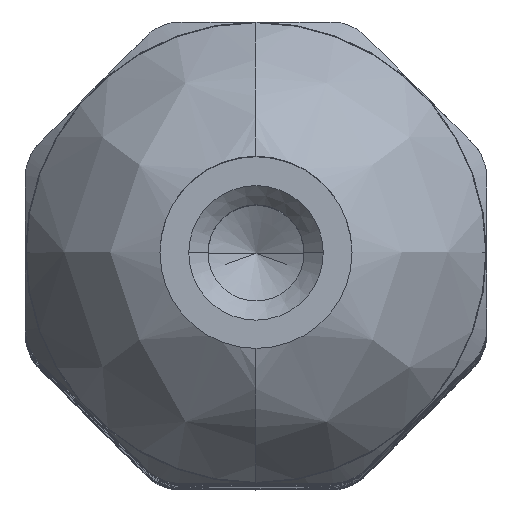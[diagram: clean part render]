
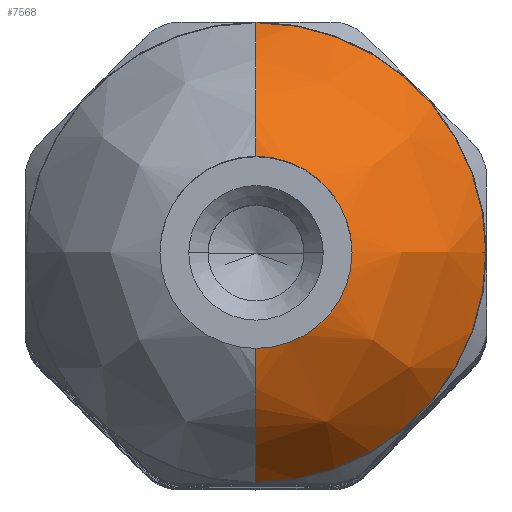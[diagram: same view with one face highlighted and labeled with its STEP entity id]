
A CAD part, top view. The second image highlights one B-rep face of the part: STEP entity #7568.
In plain terms, the highlighted free-form (B-spline) face has degree [3, 3] with [4, 4] control points.
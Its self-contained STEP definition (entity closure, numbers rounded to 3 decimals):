
#237 = ORIENTED_EDGE ( 'NONE', *, *, #12644, .F. ) ;
#274 = DIRECTION ( 'NONE',  ( 1., 0., 0. ) ) ;
#280 = CARTESIAN_POINT ( 'NONE',  ( 0., 2.5, 54.765 ) ) ;
#454 = ORIENTED_EDGE ( 'NONE', *, *, #9707, .T. ) ;
#801 = CARTESIAN_POINT ( 'NONE',  ( 0., -5.99, 51.3 ) ) ;
#1209 = CARTESIAN_POINT ( 'NONE',  ( 0., 5.074, 53.233 ) ) ;
#1240 = CARTESIAN_POINT ( 'NONE',  ( 2.5, 0., 54.765 ) ) ;
#1361 = CARTESIAN_POINT ( 'NONE',  ( 7.719, -3.859, 54.438 ) ) ;
#1727 = AXIS2_PLACEMENT_3D ( 'NONE', #10320, #4057, #11374 ) ;
#2279 = CARTESIAN_POINT ( 'NONE',  ( 0., 0., 51.3 ) ) ;
#2413 = CARTESIAN_POINT ( 'NONE',  ( 0., 3.859, 54.438 ) ) ;
#3233 = CIRCLE ( 'NONE', #9130, 5.99 ) ;
#3299 = DIRECTION ( 'NONE',  ( 1., 0., 0. ) ) ;
#3311 = EDGE_CURVE ( 'NONE', #12679, #11648, #4912, .T. ) ;
#3444 = CARTESIAN_POINT ( 'NONE',  ( 10.147, -5.074, 53.233 ) ) ;
#3680 = CARTESIAN_POINT ( 'NONE',  ( 0., 5.99, 51.3 ) ) ;
#4057 = DIRECTION ( 'NONE',  ( 0., 0., 1. ) ) ;
#4160 = ORIENTED_EDGE ( 'NONE', *, *, #5428, .F. ) ;
#4496 = CARTESIAN_POINT ( 'NONE',  ( 0., 5.074, 53.233 ) ) ;
#4574 = CIRCLE ( 'NONE', #5390, 2.5 ) ;
#4912 =( BOUNDED_CURVE ( )  B_SPLINE_CURVE ( 3, ( #13358, #5984, #7033, #801 ),
 .UNSPECIFIED., .F., .F. ) 
 B_SPLINE_CURVE_WITH_KNOTS ( ( 4, 4 ),
 ( 3.268, 3.98 ),
 .UNSPECIFIED. ) 
 CURVE ( )  GEOMETRIC_REPRESENTATION_ITEM ( )  RATIONAL_B_SPLINE_CURVE ( ( 1., 0.958, 0.958, 1. ) ) 
 REPRESENTATION_ITEM ( '' )  );
#5011 = VERTEX_POINT ( 'NONE', #5976 ) ;
#5055 = CARTESIAN_POINT ( 'NONE',  ( 0., 0., 51.3 ) ) ;
#5318 =( BOUNDED_SURFACE ( )  B_SPLINE_SURFACE ( 3, 3, ( 
 ( #9631, #12838, #6521, #280 ),
 ( #7573, #1361, #8634, #2413 ),
 ( #9673, #3444, #10770, #4496 ),
 ( #11815, #5543, #12897, #6574 ) ),
 .UNSPECIFIED., .F., .F., .F. ) 
 B_SPLINE_SURFACE_WITH_KNOTS ( ( 4, 4 ),
 ( 4, 4 ),
 ( 0., 1. ),
 ( 0., 1. ),
 .UNSPECIFIED. ) 
 GEOMETRIC_REPRESENTATION_ITEM ( )  RATIONAL_B_SPLINE_SURFACE ( (
 ( 1., 0.333, 0.333, 1.),
 ( 0.958, 0.319, 0.319, 0.958),
 ( 0.958, 0.319, 0.319, 0.958),
 ( 1., 0.333, 0.333, 1.) ) ) 
 REPRESENTATION_ITEM ( '' )  SURFACE ( )  );
#5390 = AXIS2_PLACEMENT_3D ( 'NONE', #12830, #6513, #274 ) ;
#5428 = EDGE_CURVE ( 'NONE', #7586, #10084, #10702, .T. ) ;
#5499 = EDGE_CURVE ( 'NONE', #12679, #10368, #4574, .T. ) ;
#5543 = CARTESIAN_POINT ( 'NONE',  ( 11.98, -5.99, 51.3 ) ) ;
#5870 = AXIS2_PLACEMENT_3D ( 'NONE', #5055, #12385, #6073 ) ;
#5903 = FACE_OUTER_BOUND ( 'NONE', #8425, .T. ) ;
#5976 = CARTESIAN_POINT ( 'NONE',  ( 5.99, 0., 51.3 ) ) ;
#5984 = CARTESIAN_POINT ( 'NONE',  ( 0., -3.859, 54.438 ) ) ;
#6073 = DIRECTION ( 'NONE',  ( 1., 0., 0. ) ) ;
#6513 = DIRECTION ( 'NONE',  ( 0., 0., 1. ) ) ;
#6521 = CARTESIAN_POINT ( 'NONE',  ( 5., 2.5, 54.765 ) ) ;
#6574 = CARTESIAN_POINT ( 'NONE',  ( 0., 5.99, 51.3 ) ) ;
#6596 = ORIENTED_EDGE ( 'NONE', *, *, #5499, .F. ) ;
#7033 = CARTESIAN_POINT ( 'NONE',  ( 0., -5.074, 53.233 ) ) ;
#7180 = CARTESIAN_POINT ( 'NONE',  ( 0., -2.5, 54.765 ) ) ;
#7429 = CARTESIAN_POINT ( 'NONE',  ( 0., 3.859, 54.438 ) ) ;
#7567 = ORIENTED_EDGE ( 'NONE', *, *, #13369, .T. ) ;
#7568 = ADVANCED_FACE ( 'NONE', ( #5903 ), #5318, .T. ) ;
#7573 = CARTESIAN_POINT ( 'NONE',  ( 0., -3.859, 54.438 ) ) ;
#7586 = VERTEX_POINT ( 'NONE', #9837 ) ;
#7838 = CIRCLE ( 'NONE', #1727, 2.5 ) ;
#8425 = EDGE_LOOP ( 'NONE', ( #6596, #8536, #7567, #454, #4160, #237 ) ) ;
#8480 = CARTESIAN_POINT ( 'NONE',  ( 0., 5.99, 51.3 ) ) ;
#8536 = ORIENTED_EDGE ( 'NONE', *, *, #3311, .T. ) ;
#8634 = CARTESIAN_POINT ( 'NONE',  ( 7.719, 3.859, 54.438 ) ) ;
#8646 = CIRCLE ( 'NONE', #5870, 5.99 ) ;
#9130 = AXIS2_PLACEMENT_3D ( 'NONE', #2279, #9544, #3299 ) ;
#9482 = CARTESIAN_POINT ( 'NONE',  ( 0., 2.5, 54.765 ) ) ;
#9544 = DIRECTION ( 'NONE',  ( 0., 0., 1. ) ) ;
#9631 = CARTESIAN_POINT ( 'NONE',  ( 0., -2.5, 54.765 ) ) ;
#9673 = CARTESIAN_POINT ( 'NONE',  ( 0., -5.074, 53.233 ) ) ;
#9707 = EDGE_CURVE ( 'NONE', #5011, #10084, #8646, .T. ) ;
#9837 = CARTESIAN_POINT ( 'NONE',  ( 0., 2.5, 54.765 ) ) ;
#10084 = VERTEX_POINT ( 'NONE', #3680 ) ;
#10320 = CARTESIAN_POINT ( 'NONE',  ( 0., 0., 54.765 ) ) ;
#10368 = VERTEX_POINT ( 'NONE', #1240 ) ;
#10442 = CARTESIAN_POINT ( 'NONE',  ( 0., -5.99, 51.3 ) ) ;
#10702 =( BOUNDED_CURVE ( )  B_SPLINE_CURVE ( 3, ( #9482, #7429, #1209, #8480 ),
 .UNSPECIFIED., .F., .F. ) 
 B_SPLINE_CURVE_WITH_KNOTS ( ( 4, 4 ),
 ( 3.268, 3.98 ),
 .UNSPECIFIED. ) 
 CURVE ( )  GEOMETRIC_REPRESENTATION_ITEM ( )  RATIONAL_B_SPLINE_CURVE ( ( 1., 0.958, 0.958, 1. ) ) 
 REPRESENTATION_ITEM ( '' )  );
#10770 = CARTESIAN_POINT ( 'NONE',  ( 10.147, 5.074, 53.233 ) ) ;
#11374 = DIRECTION ( 'NONE',  ( 1., 0., 0. ) ) ;
#11648 = VERTEX_POINT ( 'NONE', #10442 ) ;
#11815 = CARTESIAN_POINT ( 'NONE',  ( 0., -5.99, 51.3 ) ) ;
#12385 = DIRECTION ( 'NONE',  ( 0., 0., 1. ) ) ;
#12644 = EDGE_CURVE ( 'NONE', #10368, #7586, #7838, .T. ) ;
#12679 = VERTEX_POINT ( 'NONE', #7180 ) ;
#12830 = CARTESIAN_POINT ( 'NONE',  ( 0., 0., 54.765 ) ) ;
#12838 = CARTESIAN_POINT ( 'NONE',  ( 5., -2.5, 54.765 ) ) ;
#12897 = CARTESIAN_POINT ( 'NONE',  ( 11.98, 5.99, 51.3 ) ) ;
#13358 = CARTESIAN_POINT ( 'NONE',  ( 0., -2.5, 54.765 ) ) ;
#13369 = EDGE_CURVE ( 'NONE', #11648, #5011, #3233, .T. ) ;
